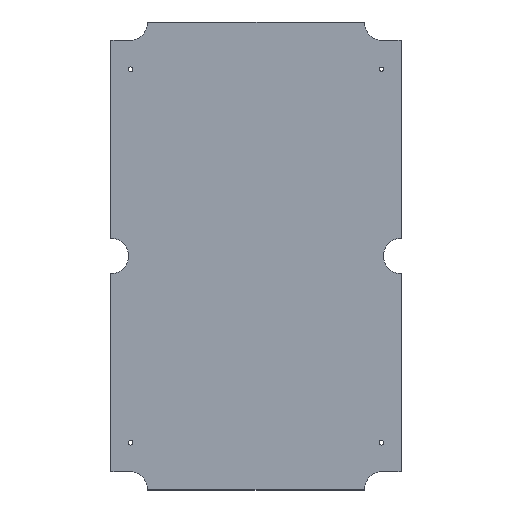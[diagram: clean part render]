
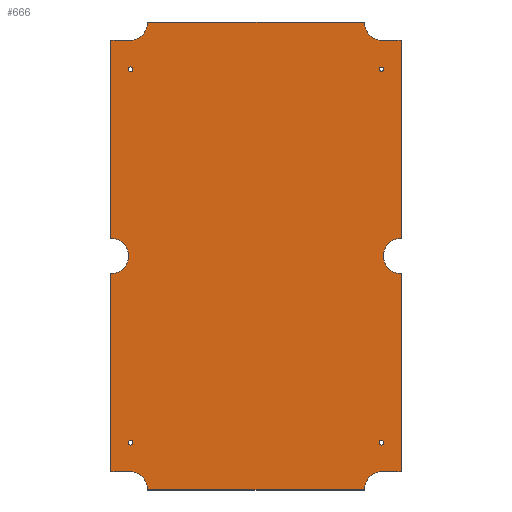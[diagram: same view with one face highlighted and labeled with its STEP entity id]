
A CAD part, top view. The second image highlights one B-rep face of the part: STEP entity #666.
In plain terms, the highlighted planar face has unit normal (0, 0, 1).
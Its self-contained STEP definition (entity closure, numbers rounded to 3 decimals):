
#34=PLANE('',#749);
#40=LINE('',#964,#96);
#44=LINE('',#976,#100);
#47=LINE('',#982,#103);
#51=LINE('',#994,#107);
#54=LINE('',#1000,#110);
#58=LINE('',#1012,#114);
#63=LINE('',#1030,#119);
#68=LINE('',#1048,#124);
#72=LINE('',#1060,#128);
#75=LINE('',#1066,#131);
#79=LINE('',#1078,#135);
#82=LINE('',#1084,#138);
#86=LINE('',#1096,#142);
#91=LINE('',#1114,#147);
#96=VECTOR('',#765,1000.);
#100=VECTOR('',#777,1000.);
#103=VECTOR('',#782,1000.);
#107=VECTOR('',#794,1000.);
#110=VECTOR('',#799,1000.);
#114=VECTOR('',#811,1000.);
#119=VECTOR('',#830,1000.);
#124=VECTOR('',#849,1000.);
#128=VECTOR('',#861,1000.);
#131=VECTOR('',#866,1000.);
#135=VECTOR('',#878,1000.);
#138=VECTOR('',#883,1000.);
#142=VECTOR('',#895,1000.);
#147=VECTOR('',#914,1000.);
#268=ORIENTED_EDGE('',*,*,#420,.T.);
#269=ORIENTED_EDGE('',*,*,#418,.T.);
#270=ORIENTED_EDGE('',*,*,#416,.T.);
#271=ORIENTED_EDGE('',*,*,#414,.T.);
#272=ORIENTED_EDGE('',*,*,#334,.T.);
#273=ORIENTED_EDGE('',*,*,#338,.T.);
#274=ORIENTED_EDGE('',*,*,#341,.T.);
#275=ORIENTED_EDGE('',*,*,#344,.T.);
#276=ORIENTED_EDGE('',*,*,#347,.T.);
#277=ORIENTED_EDGE('',*,*,#350,.T.);
#278=ORIENTED_EDGE('',*,*,#353,.T.);
#279=ORIENTED_EDGE('',*,*,#356,.T.);
#280=ORIENTED_EDGE('',*,*,#359,.T.);
#281=ORIENTED_EDGE('',*,*,#362,.T.);
#282=ORIENTED_EDGE('',*,*,#365,.T.);
#283=ORIENTED_EDGE('',*,*,#368,.T.);
#284=ORIENTED_EDGE('',*,*,#371,.T.);
#285=ORIENTED_EDGE('',*,*,#374,.T.);
#286=ORIENTED_EDGE('',*,*,#377,.T.);
#287=ORIENTED_EDGE('',*,*,#380,.T.);
#288=ORIENTED_EDGE('',*,*,#383,.T.);
#289=ORIENTED_EDGE('',*,*,#386,.T.);
#290=ORIENTED_EDGE('',*,*,#389,.T.);
#291=ORIENTED_EDGE('',*,*,#392,.T.);
#292=ORIENTED_EDGE('',*,*,#395,.T.);
#293=ORIENTED_EDGE('',*,*,#398,.T.);
#294=ORIENTED_EDGE('',*,*,#401,.T.);
#295=ORIENTED_EDGE('',*,*,#404,.T.);
#296=ORIENTED_EDGE('',*,*,#407,.T.);
#297=ORIENTED_EDGE('',*,*,#410,.T.);
#298=ORIENTED_EDGE('',*,*,#413,.T.);
#299=ORIENTED_EDGE('',*,*,#423,.T.);
#334=EDGE_CURVE('',#427,#426,#489,.T.);
#338=EDGE_CURVE('',#426,#429,#40,.T.);
#341=EDGE_CURVE('',#429,#431,#491,.T.);
#344=EDGE_CURVE('',#431,#433,#44,.T.);
#347=EDGE_CURVE('',#433,#435,#47,.T.);
#350=EDGE_CURVE('',#435,#437,#493,.T.);
#353=EDGE_CURVE('',#437,#439,#51,.T.);
#356=EDGE_CURVE('',#439,#441,#54,.T.);
#359=EDGE_CURVE('',#441,#443,#495,.T.);
#362=EDGE_CURVE('',#443,#445,#58,.T.);
#365=EDGE_CURVE('',#445,#447,#497,.T.);
#368=EDGE_CURVE('',#447,#449,#499,.T.);
#371=EDGE_CURVE('',#449,#451,#63,.T.);
#374=EDGE_CURVE('',#451,#453,#501,.T.);
#377=EDGE_CURVE('',#453,#455,#503,.T.);
#380=EDGE_CURVE('',#455,#457,#68,.T.);
#383=EDGE_CURVE('',#457,#459,#505,.T.);
#386=EDGE_CURVE('',#459,#461,#72,.T.);
#389=EDGE_CURVE('',#461,#463,#75,.T.);
#392=EDGE_CURVE('',#463,#465,#507,.T.);
#395=EDGE_CURVE('',#465,#467,#79,.T.);
#398=EDGE_CURVE('',#467,#469,#82,.T.);
#401=EDGE_CURVE('',#469,#471,#509,.T.);
#404=EDGE_CURVE('',#471,#473,#86,.T.);
#407=EDGE_CURVE('',#473,#475,#511,.T.);
#410=EDGE_CURVE('',#475,#477,#513,.T.);
#413=EDGE_CURVE('',#477,#479,#91,.T.);
#414=EDGE_CURVE('',#480,#480,#514,.T.);
#416=EDGE_CURVE('',#482,#482,#516,.T.);
#418=EDGE_CURVE('',#484,#484,#518,.T.);
#420=EDGE_CURVE('',#486,#486,#520,.T.);
#423=EDGE_CURVE('',#479,#427,#523,.T.);
#426=VERTEX_POINT('',#955);
#427=VERTEX_POINT('',#957);
#429=VERTEX_POINT('',#963);
#431=VERTEX_POINT('',#969);
#433=VERTEX_POINT('',#975);
#435=VERTEX_POINT('',#981);
#437=VERTEX_POINT('',#987);
#439=VERTEX_POINT('',#993);
#441=VERTEX_POINT('',#999);
#443=VERTEX_POINT('',#1005);
#445=VERTEX_POINT('',#1011);
#447=VERTEX_POINT('',#1017);
#449=VERTEX_POINT('',#1023);
#451=VERTEX_POINT('',#1029);
#453=VERTEX_POINT('',#1035);
#455=VERTEX_POINT('',#1041);
#457=VERTEX_POINT('',#1047);
#459=VERTEX_POINT('',#1053);
#461=VERTEX_POINT('',#1059);
#463=VERTEX_POINT('',#1065);
#465=VERTEX_POINT('',#1071);
#467=VERTEX_POINT('',#1077);
#469=VERTEX_POINT('',#1083);
#471=VERTEX_POINT('',#1089);
#473=VERTEX_POINT('',#1095);
#475=VERTEX_POINT('',#1101);
#477=VERTEX_POINT('',#1107);
#479=VERTEX_POINT('',#1113);
#480=VERTEX_POINT('',#1117);
#482=VERTEX_POINT('',#1122);
#484=VERTEX_POINT('',#1127);
#486=VERTEX_POINT('',#1132);
#489=CIRCLE('',#683,9.05);
#491=CIRCLE('',#687,0.35);
#493=CIRCLE('',#692,9.05);
#495=CIRCLE('',#697,0.35);
#497=CIRCLE('',#701,9.05);
#499=CIRCLE('',#704,0.35);
#501=CIRCLE('',#708,0.35);
#503=CIRCLE('',#711,9.05);
#505=CIRCLE('',#715,0.35);
#507=CIRCLE('',#720,9.05);
#509=CIRCLE('',#725,0.35);
#511=CIRCLE('',#729,9.05);
#513=CIRCLE('',#732,0.35);
#514=CIRCLE('',#735,1.2);
#516=CIRCLE('',#738,1.2);
#518=CIRCLE('',#741,1.2);
#520=CIRCLE('',#744,1.126);
#523=CIRCLE('',#748,0.35);
#560=EDGE_LOOP('',(#268));
#561=EDGE_LOOP('',(#269));
#562=EDGE_LOOP('',(#270));
#563=EDGE_LOOP('',(#271));
#564=EDGE_LOOP('',(#272,#273,#274,#275,#276,#277,#278,#279,#280,#281,#282,
#283,#284,#285,#286,#287,#288,#289,#290,#291,#292,#293,#294,#295,#296,#297,
#298,#299));
#606=FACE_BOUND('',#560,.T.);
#607=FACE_BOUND('',#561,.T.);
#608=FACE_BOUND('',#562,.T.);
#609=FACE_BOUND('',#563,.T.);
#610=FACE_BOUND('',#564,.T.);
#666=ADVANCED_FACE('',(#606,#607,#608,#609,#610),#34,.F.);
#683=AXIS2_PLACEMENT_3D('',#956,#758,#759);
#687=AXIS2_PLACEMENT_3D('',#970,#771,#772);
#692=AXIS2_PLACEMENT_3D('',#988,#788,#789);
#697=AXIS2_PLACEMENT_3D('',#1006,#805,#806);
#701=AXIS2_PLACEMENT_3D('',#1018,#817,#818);
#704=AXIS2_PLACEMENT_3D('',#1024,#824,#825);
#708=AXIS2_PLACEMENT_3D('',#1036,#836,#837);
#711=AXIS2_PLACEMENT_3D('',#1042,#843,#844);
#715=AXIS2_PLACEMENT_3D('',#1054,#855,#856);
#720=AXIS2_PLACEMENT_3D('',#1072,#872,#873);
#725=AXIS2_PLACEMENT_3D('',#1090,#889,#890);
#729=AXIS2_PLACEMENT_3D('',#1102,#901,#902);
#732=AXIS2_PLACEMENT_3D('',#1108,#908,#909);
#735=AXIS2_PLACEMENT_3D('',#1116,#917,#918);
#738=AXIS2_PLACEMENT_3D('',#1121,#923,#924);
#741=AXIS2_PLACEMENT_3D('',#1126,#929,#930);
#744=AXIS2_PLACEMENT_3D('',#1131,#935,#936);
#748=AXIS2_PLACEMENT_3D('',#1137,#943,#944);
#749=AXIS2_PLACEMENT_3D('',#1138,#945,#946);
#758=DIRECTION('',(0.,0.,-1.));
#759=DIRECTION('',(1.,0.,0.));
#765=DIRECTION('',(-1.,0.,0.));
#771=DIRECTION('',(0.,0.,1.));
#772=DIRECTION('',(1.,0.,0.));
#777=DIRECTION('',(0.,-1.,0.));
#782=DIRECTION('',(1.,0.,0.));
#788=DIRECTION('',(0.,0.,-1.));
#789=DIRECTION('',(-1.,0.,0.));
#794=DIRECTION('',(-1.,0.,0.));
#799=DIRECTION('',(0.,-1.,0.));
#805=DIRECTION('',(0.,0.,1.));
#806=DIRECTION('',(1.,0.,0.));
#811=DIRECTION('',(1.,0.,0.));
#817=DIRECTION('',(0.,0.,-1.));
#818=DIRECTION('',(-1.,0.,0.));
#824=DIRECTION('',(0.,0.,1.));
#825=DIRECTION('',(1.,0.,0.));
#830=DIRECTION('',(1.,0.,0.));
#836=DIRECTION('',(0.,0.,1.));
#837=DIRECTION('',(-1.,0.,0.));
#843=DIRECTION('',(0.,0.,-1.));
#844=DIRECTION('',(1.,0.,0.));
#849=DIRECTION('',(1.,0.,0.));
#855=DIRECTION('',(0.,0.,1.));
#856=DIRECTION('',(-1.,0.,0.));
#861=DIRECTION('',(0.,1.,0.));
#866=DIRECTION('',(-1.,0.,0.));
#872=DIRECTION('',(0.,0.,-1.));
#873=DIRECTION('',(1.,0.,0.));
#878=DIRECTION('',(1.,0.,0.));
#883=DIRECTION('',(0.,1.,0.));
#889=DIRECTION('',(0.,0.,1.));
#890=DIRECTION('',(1.,0.,0.));
#895=DIRECTION('',(-1.,0.,0.));
#901=DIRECTION('',(0.,0.,-1.));
#902=DIRECTION('',(1.,0.,0.));
#908=DIRECTION('',(0.,0.,1.));
#909=DIRECTION('',(1.,0.,0.));
#914=DIRECTION('',(-1.,0.,0.));
#917=DIRECTION('',(0.,0.,-1.));
#918=DIRECTION('',(1.,0.,0.));
#923=DIRECTION('',(0.,0.,-1.));
#924=DIRECTION('',(1.,0.,0.));
#929=DIRECTION('',(0.,0.,-1.));
#930=DIRECTION('',(1.,0.,0.));
#935=DIRECTION('',(0.,0.,-1.));
#936=DIRECTION('',(1.,0.,0.));
#943=DIRECTION('',(0.,0.,1.));
#944=DIRECTION('',(1.,0.,0.));
#945=DIRECTION('',(0.,0.,-1.));
#946=DIRECTION('',(-1.,0.,0.));
#955=CARTESIAN_POINT('',(-64.5,109.95,-29.9));
#956=CARTESIAN_POINT('',(-64.5,119.,-29.9));
#957=CARTESIAN_POINT('',(-55.45,119.,-29.9));
#963=CARTESIAN_POINT('',(-74.,109.95,-29.9));
#964=CARTESIAN_POINT('',(-64.5,109.95,-29.9));
#969=CARTESIAN_POINT('',(-74.35,109.6,-29.9));
#970=CARTESIAN_POINT('',(-74.,109.6,-29.9));
#975=CARTESIAN_POINT('',(-74.35,9.05,-29.9));
#976=CARTESIAN_POINT('',(-74.35,109.6,-29.9));
#981=CARTESIAN_POINT('',(-74.,9.05,-29.9));
#982=CARTESIAN_POINT('',(-74.35,9.05,-29.9));
#987=CARTESIAN_POINT('',(-74.,-9.05,-29.9));
#988=CARTESIAN_POINT('',(-74.,0.,-29.9));
#993=CARTESIAN_POINT('',(-74.35,-9.05,-29.9));
#994=CARTESIAN_POINT('',(-74.,-9.05,-29.9));
#999=CARTESIAN_POINT('',(-74.35,-109.6,-29.9));
#1000=CARTESIAN_POINT('',(-74.35,-9.05,-29.9));
#1005=CARTESIAN_POINT('',(-74.,-109.95,-29.9));
#1006=CARTESIAN_POINT('',(-74.,-109.6,-29.9));
#1011=CARTESIAN_POINT('',(-64.5,-109.95,-29.9));
#1012=CARTESIAN_POINT('',(-74.,-109.95,-29.9));
#1017=CARTESIAN_POINT('',(-55.45,-119.,-29.9));
#1018=CARTESIAN_POINT('',(-64.5,-119.,-29.9));
#1023=CARTESIAN_POINT('',(-55.1,-119.35,-29.9));
#1024=CARTESIAN_POINT('',(-55.1,-119.,-29.9));
#1029=CARTESIAN_POINT('',(55.1,-119.35,-29.9));
#1030=CARTESIAN_POINT('',(-55.1,-119.35,-29.9));
#1035=CARTESIAN_POINT('',(55.45,-119.,-29.9));
#1036=CARTESIAN_POINT('',(55.1,-119.,-29.9));
#1041=CARTESIAN_POINT('',(64.5,-109.95,-29.9));
#1042=CARTESIAN_POINT('',(64.5,-119.,-29.9));
#1047=CARTESIAN_POINT('',(74.,-109.95,-29.9));
#1048=CARTESIAN_POINT('',(64.5,-109.95,-29.9));
#1053=CARTESIAN_POINT('',(74.35,-109.6,-29.9));
#1054=CARTESIAN_POINT('',(74.,-109.6,-29.9));
#1059=CARTESIAN_POINT('',(74.35,-9.05,-29.9));
#1060=CARTESIAN_POINT('',(74.35,-109.6,-29.9));
#1065=CARTESIAN_POINT('',(74.,-9.05,-29.9));
#1066=CARTESIAN_POINT('',(74.35,-9.05,-29.9));
#1071=CARTESIAN_POINT('',(74.,9.05,-29.9));
#1072=CARTESIAN_POINT('',(74.,0.,-29.9));
#1077=CARTESIAN_POINT('',(74.35,9.05,-29.9));
#1078=CARTESIAN_POINT('',(74.,9.05,-29.9));
#1083=CARTESIAN_POINT('',(74.35,109.6,-29.9));
#1084=CARTESIAN_POINT('',(74.35,9.05,-29.9));
#1089=CARTESIAN_POINT('',(74.,109.95,-29.9));
#1090=CARTESIAN_POINT('',(74.,109.6,-29.9));
#1095=CARTESIAN_POINT('',(64.5,109.95,-29.9));
#1096=CARTESIAN_POINT('',(74.,109.95,-29.9));
#1101=CARTESIAN_POINT('',(55.45,119.,-29.9));
#1102=CARTESIAN_POINT('',(64.5,119.,-29.9));
#1107=CARTESIAN_POINT('',(55.1,119.35,-29.9));
#1108=CARTESIAN_POINT('',(55.1,119.,-29.9));
#1113=CARTESIAN_POINT('',(-55.1,119.35,-29.9));
#1114=CARTESIAN_POINT('',(55.1,119.35,-29.9));
#1116=CARTESIAN_POINT('',(-64.,95.25,-29.9));
#1117=CARTESIAN_POINT('',(-62.8,95.25,-29.9));
#1121=CARTESIAN_POINT('',(-64.,-95.25,-29.9));
#1122=CARTESIAN_POINT('',(-62.8,-95.25,-29.9));
#1126=CARTESIAN_POINT('',(64.,-95.25,-29.9));
#1127=CARTESIAN_POINT('',(65.2,-95.25,-29.9));
#1131=CARTESIAN_POINT('',(64.,95.25,-29.9));
#1132=CARTESIAN_POINT('',(65.126,95.25,-29.9));
#1137=CARTESIAN_POINT('',(-55.1,119.,-29.9));
#1138=CARTESIAN_POINT('',(-64.5,119.,-29.9));
